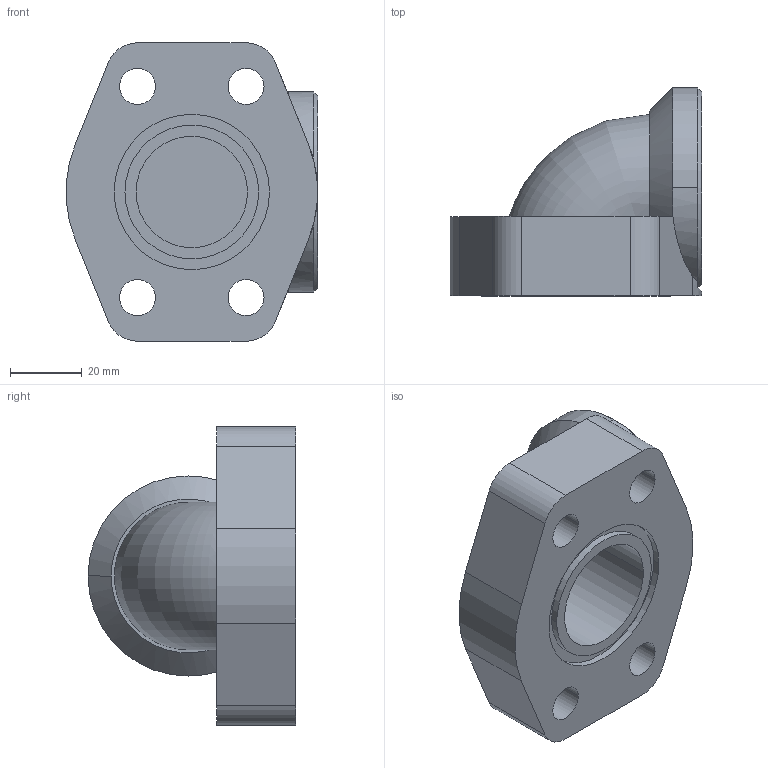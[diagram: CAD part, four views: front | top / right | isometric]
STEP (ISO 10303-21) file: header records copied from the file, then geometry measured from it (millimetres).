
FILE_DESCRIPTION(('STEP AP214'),'1');
FILE_NAME('b5-064.stp','2021-01-28T15:43:48',('TraceParts'),('TraceParts S.A.'),'Spatial InterOp 3D',' ',' ');
FILE_SCHEMA(('AUTOMOTIVE_DESIGN { 1 0 10303 214 1 1 1 1 }'));
Length unit declared in the file: millimetre
Products named in the file (1): b5-064
Bounding box: 69.9 x 57.82 x 83 mm (x, y, z)
Volume: 120133 mm3; surface area: 25213.6 mm2
Topology: 1 solids, 1 shells, 49 faces, 125 edges, 82 vertices
Faces by surface type: cylinder 27, plane 15, cone 6, torus 1
Entity records: 1700 total; most frequent: CARTESIAN_POINT 431, DIRECTION 282, ORIENTED_EDGE 250, EDGE_CURVE 125, AXIS2_PLACEMENT_3D 114, VERTEX_POINT 82, CIRCLE 62, EDGE_LOOP 61
